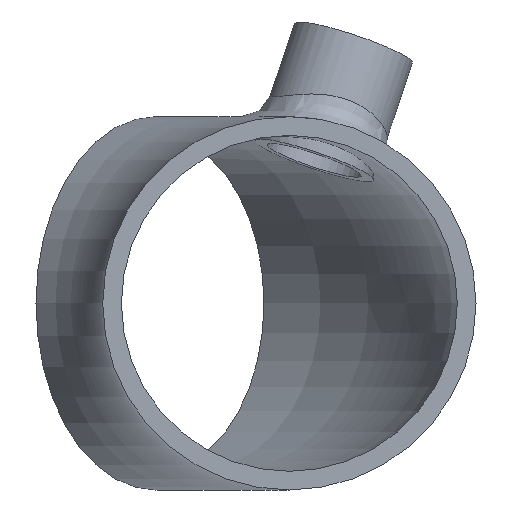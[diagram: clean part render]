
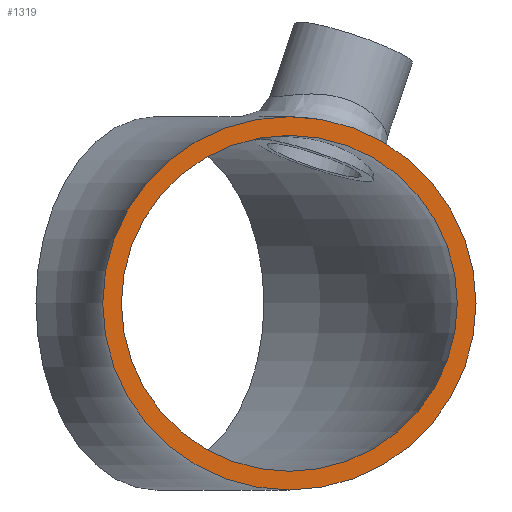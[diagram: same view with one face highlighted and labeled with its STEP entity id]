
A CAD part, front view. The second image highlights one B-rep face of the part: STEP entity #1319.
In plain terms, the highlighted planar face has unit normal (0, -1, 0).
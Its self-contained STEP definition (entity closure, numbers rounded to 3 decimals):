
#832 = TOROIDAL_SURFACE('',#833,60.,30.);
#833 = AXIS2_PLACEMENT_3D('',#834,#835,#836);
#834 = CARTESIAN_POINT('',(0.,0.,0.));
#835 = DIRECTION('',(0.,0.,-1.));
#836 = DIRECTION('',(1.,0.,0.));
#1150 = VERTEX_POINT('',#1151);
#1151 = CARTESIAN_POINT('',(90.,0.,0.));
#1175 = EDGE_CURVE('',#1150,#1150,#1176,.T.);
#1176 = SURFACE_CURVE('',#1177,(#1182,#1189),.PCURVE_S1.);
#1177 = CIRCLE('',#1178,30.);
#1178 = AXIS2_PLACEMENT_3D('',#1179,#1180,#1181);
#1179 = CARTESIAN_POINT('',(60.,0.,0.));
#1180 = DIRECTION('',(0.,1.,0.));
#1181 = DIRECTION('',(1.,0.,0.));
#1182 = PCURVE('',#832,#1183);
#1183 = DEFINITIONAL_REPRESENTATION('',(#1184),#1188);
#1184 = LINE('',#1185,#1186);
#1185 = CARTESIAN_POINT('',(0.,0.));
#1186 = VECTOR('',#1187,1.);
#1187 = DIRECTION('',(0.,1.));
#1188 = ( GEOMETRIC_REPRESENTATION_CONTEXT(2) 
PARAMETRIC_REPRESENTATION_CONTEXT() REPRESENTATION_CONTEXT('2D SPACE',''
  ) );
#1189 = PCURVE('',#1190,#1195);
#1190 = PLANE('',#1191);
#1191 = AXIS2_PLACEMENT_3D('',#1192,#1193,#1194);
#1192 = CARTESIAN_POINT('',(60.,0.,0.));
#1193 = DIRECTION('',(0.,1.,0.));
#1194 = DIRECTION('',(0.,0.,1.));
#1195 = DEFINITIONAL_REPRESENTATION('',(#1196),#1200);
#1196 = CIRCLE('',#1197,30.);
#1197 = AXIS2_PLACEMENT_2D('',#1198,#1199);
#1198 = CARTESIAN_POINT('',(0.,0.));
#1199 = DIRECTION('',(0.,1.));
#1200 = ( GEOMETRIC_REPRESENTATION_CONTEXT(2) 
PARAMETRIC_REPRESENTATION_CONTEXT() REPRESENTATION_CONTEXT('2D SPACE',''
  ) );
#1308 = TOROIDAL_SURFACE('',#1309,60.,27.);
#1309 = AXIS2_PLACEMENT_3D('',#1310,#1311,#1312);
#1310 = CARTESIAN_POINT('',(0.,0.,0.));
#1311 = DIRECTION('',(0.,0.,-1.));
#1312 = DIRECTION('',(1.,0.,0.));
#1319 = ADVANCED_FACE('',(#1320,#1323),#1190,.F.);
#1320 = FACE_BOUND('',#1321,.F.);
#1321 = EDGE_LOOP('',(#1322));
#1322 = ORIENTED_EDGE('',*,*,#1175,.T.);
#1323 = FACE_BOUND('',#1324,.F.);
#1324 = EDGE_LOOP('',(#1325));
#1325 = ORIENTED_EDGE('',*,*,#1326,.F.);
#1326 = EDGE_CURVE('',#1327,#1327,#1329,.T.);
#1327 = VERTEX_POINT('',#1328);
#1328 = CARTESIAN_POINT('',(87.,0.,0.));
#1329 = SURFACE_CURVE('',#1330,(#1335,#1342),.PCURVE_S1.);
#1330 = CIRCLE('',#1331,27.);
#1331 = AXIS2_PLACEMENT_3D('',#1332,#1333,#1334);
#1332 = CARTESIAN_POINT('',(60.,0.,0.));
#1333 = DIRECTION('',(0.,1.,0.));
#1334 = DIRECTION('',(1.,0.,0.));
#1335 = PCURVE('',#1190,#1336);
#1336 = DEFINITIONAL_REPRESENTATION('',(#1337),#1341);
#1337 = CIRCLE('',#1338,27.);
#1338 = AXIS2_PLACEMENT_2D('',#1339,#1340);
#1339 = CARTESIAN_POINT('',(0.,0.));
#1340 = DIRECTION('',(0.,1.));
#1341 = ( GEOMETRIC_REPRESENTATION_CONTEXT(2) 
PARAMETRIC_REPRESENTATION_CONTEXT() REPRESENTATION_CONTEXT('2D SPACE',''
  ) );
#1342 = PCURVE('',#1308,#1343);
#1343 = DEFINITIONAL_REPRESENTATION('',(#1344),#1348);
#1344 = LINE('',#1345,#1346);
#1345 = CARTESIAN_POINT('',(0.,0.));
#1346 = VECTOR('',#1347,1.);
#1347 = DIRECTION('',(0.,1.));
#1348 = ( GEOMETRIC_REPRESENTATION_CONTEXT(2) 
PARAMETRIC_REPRESENTATION_CONTEXT() REPRESENTATION_CONTEXT('2D SPACE',''
  ) );
